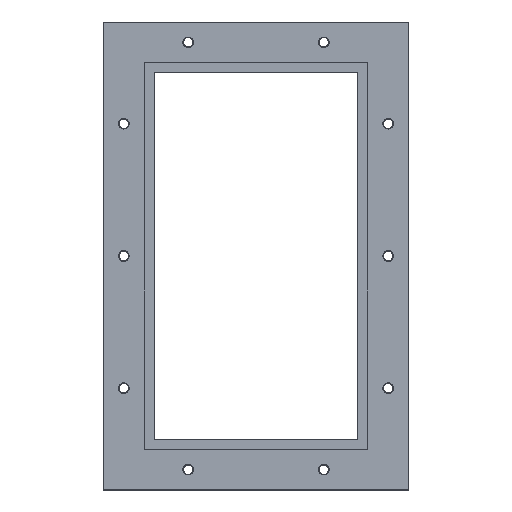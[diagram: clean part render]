
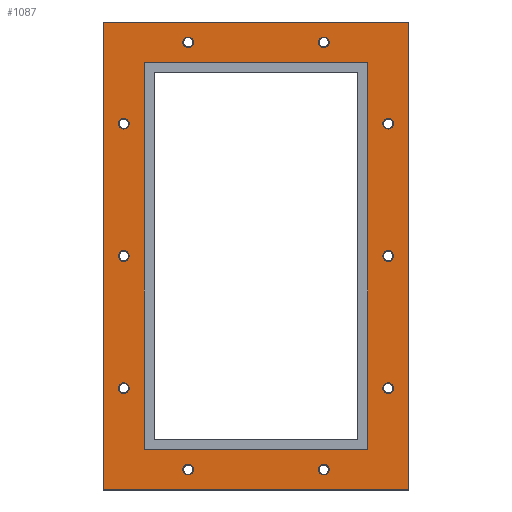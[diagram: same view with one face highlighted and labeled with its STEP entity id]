
A CAD part, top view. The second image highlights one B-rep face of the part: STEP entity #1087.
In plain terms, the highlighted planar face has unit normal (0, 0, 1).
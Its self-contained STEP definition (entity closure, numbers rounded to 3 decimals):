
#54=FACE_BOUND('',#209,.T.);
#55=FACE_BOUND('',#210,.T.);
#56=FACE_BOUND('',#211,.T.);
#57=FACE_BOUND('',#212,.T.);
#58=FACE_BOUND('',#213,.T.);
#59=FACE_BOUND('',#214,.T.);
#60=FACE_BOUND('',#215,.T.);
#61=FACE_BOUND('',#216,.T.);
#62=FACE_BOUND('',#217,.T.);
#63=FACE_BOUND('',#218,.T.);
#64=FACE_BOUND('',#219,.T.);
#101=PLANE('',#1182);
#141=FACE_OUTER_BOUND('',#208,.T.);
#208=EDGE_LOOP('',(#869,#870,#871,#872));
#209=EDGE_LOOP('',(#873));
#210=EDGE_LOOP('',(#874));
#211=EDGE_LOOP('',(#875));
#212=EDGE_LOOP('',(#876));
#213=EDGE_LOOP('',(#877));
#214=EDGE_LOOP('',(#878));
#215=EDGE_LOOP('',(#879));
#216=EDGE_LOOP('',(#880));
#217=EDGE_LOOP('',(#881));
#218=EDGE_LOOP('',(#882));
#219=EDGE_LOOP('',(#883,#884,#885,#886));
#292=LINE('',#1629,#388);
#294=LINE('',#1635,#390);
#305=LINE('',#1656,#401);
#307=LINE('',#1661,#403);
#324=LINE('',#1691,#420);
#325=LINE('',#1693,#421);
#326=LINE('',#1695,#422);
#327=LINE('',#1696,#423);
#388=VECTOR('',#1329,10.);
#390=VECTOR('',#1333,10.);
#401=VECTOR('',#1350,10.);
#403=VECTOR('',#1354,10.);
#420=VECTOR('',#1383,10.);
#421=VECTOR('',#1386,10.);
#422=VECTOR('',#1387,10.);
#423=VECTOR('',#1388,10.);
#463=CIRCLE('',#1139,3.15);
#465=CIRCLE('',#1142,3.15);
#467=CIRCLE('',#1145,3.15);
#469=CIRCLE('',#1148,3.15);
#471=CIRCLE('',#1151,3.15);
#473=CIRCLE('',#1154,3.15);
#475=CIRCLE('',#1157,3.15);
#477=CIRCLE('',#1160,3.15);
#479=CIRCLE('',#1163,3.15);
#481=CIRCLE('',#1166,3.15);
#511=VERTEX_POINT('',#1544);
#513=VERTEX_POINT('',#1550);
#515=VERTEX_POINT('',#1556);
#517=VERTEX_POINT('',#1562);
#519=VERTEX_POINT('',#1568);
#521=VERTEX_POINT('',#1574);
#523=VERTEX_POINT('',#1580);
#525=VERTEX_POINT('',#1586);
#527=VERTEX_POINT('',#1592);
#529=VERTEX_POINT('',#1598);
#539=VERTEX_POINT('',#1622);
#542=VERTEX_POINT('',#1627);
#544=VERTEX_POINT('',#1632);
#545=VERTEX_POINT('',#1634);
#551=VERTEX_POINT('',#1652);
#554=VERTEX_POINT('',#1659);
#561=VERTEX_POINT('',#1689);
#562=VERTEX_POINT('',#1694);
#607=EDGE_CURVE('',#511,#511,#463,.T.);
#610=EDGE_CURVE('',#513,#513,#465,.T.);
#613=EDGE_CURVE('',#515,#515,#467,.T.);
#616=EDGE_CURVE('',#517,#517,#469,.T.);
#619=EDGE_CURVE('',#519,#519,#471,.T.);
#622=EDGE_CURVE('',#521,#521,#473,.T.);
#625=EDGE_CURVE('',#523,#523,#475,.T.);
#628=EDGE_CURVE('',#525,#525,#477,.T.);
#631=EDGE_CURVE('',#527,#527,#479,.T.);
#634=EDGE_CURVE('',#529,#529,#481,.T.);
#648=EDGE_CURVE('',#539,#542,#292,.T.);
#650=EDGE_CURVE('',#544,#545,#294,.T.);
#661=EDGE_CURVE('',#551,#539,#305,.T.);
#663=EDGE_CURVE('',#554,#544,#307,.T.);
#680=EDGE_CURVE('',#561,#551,#324,.T.);
#681=EDGE_CURVE('',#561,#542,#325,.T.);
#682=EDGE_CURVE('',#545,#562,#326,.T.);
#683=EDGE_CURVE('',#562,#554,#327,.T.);
#869=ORIENTED_EDGE('',*,*,#680,.T.);
#870=ORIENTED_EDGE('',*,*,#661,.T.);
#871=ORIENTED_EDGE('',*,*,#648,.T.);
#872=ORIENTED_EDGE('',*,*,#681,.F.);
#873=ORIENTED_EDGE('',*,*,#607,.T.);
#874=ORIENTED_EDGE('',*,*,#610,.T.);
#875=ORIENTED_EDGE('',*,*,#613,.T.);
#876=ORIENTED_EDGE('',*,*,#616,.T.);
#877=ORIENTED_EDGE('',*,*,#619,.T.);
#878=ORIENTED_EDGE('',*,*,#622,.T.);
#879=ORIENTED_EDGE('',*,*,#625,.T.);
#880=ORIENTED_EDGE('',*,*,#628,.T.);
#881=ORIENTED_EDGE('',*,*,#631,.T.);
#882=ORIENTED_EDGE('',*,*,#634,.T.);
#883=ORIENTED_EDGE('',*,*,#682,.F.);
#884=ORIENTED_EDGE('',*,*,#650,.F.);
#885=ORIENTED_EDGE('',*,*,#663,.F.);
#886=ORIENTED_EDGE('',*,*,#683,.F.);
#1087=ADVANCED_FACE('',(#141,#54,#55,#56,#57,#58,#59,#60,#61,#62,#63,#64),
#101,.T.);
#1139=AXIS2_PLACEMENT_3D('',#1545,#1244,#1245);
#1142=AXIS2_PLACEMENT_3D('',#1551,#1251,#1252);
#1145=AXIS2_PLACEMENT_3D('',#1557,#1258,#1259);
#1148=AXIS2_PLACEMENT_3D('',#1563,#1265,#1266);
#1151=AXIS2_PLACEMENT_3D('',#1569,#1272,#1273);
#1154=AXIS2_PLACEMENT_3D('',#1575,#1279,#1280);
#1157=AXIS2_PLACEMENT_3D('',#1581,#1286,#1287);
#1160=AXIS2_PLACEMENT_3D('',#1587,#1293,#1294);
#1163=AXIS2_PLACEMENT_3D('',#1593,#1300,#1301);
#1166=AXIS2_PLACEMENT_3D('',#1599,#1307,#1308);
#1182=AXIS2_PLACEMENT_3D('',#1692,#1384,#1385);
#1244=DIRECTION('center_axis',(0.,0.,-1.));
#1245=DIRECTION('ref_axis',(-1.,0.,0.));
#1251=DIRECTION('center_axis',(0.,0.,-1.));
#1252=DIRECTION('ref_axis',(-1.,0.,0.));
#1258=DIRECTION('center_axis',(0.,0.,-1.));
#1259=DIRECTION('ref_axis',(-1.,0.,0.));
#1265=DIRECTION('center_axis',(0.,0.,-1.));
#1266=DIRECTION('ref_axis',(1.,0.,0.));
#1272=DIRECTION('center_axis',(0.,0.,-1.));
#1273=DIRECTION('ref_axis',(1.,0.,0.));
#1279=DIRECTION('center_axis',(0.,0.,-1.));
#1280=DIRECTION('ref_axis',(1.,0.,0.));
#1286=DIRECTION('center_axis',(0.,0.,-1.));
#1287=DIRECTION('ref_axis',(1.,0.,0.));
#1293=DIRECTION('center_axis',(0.,0.,-1.));
#1294=DIRECTION('ref_axis',(1.,0.,0.));
#1300=DIRECTION('center_axis',(0.,0.,-1.));
#1301=DIRECTION('ref_axis',(1.,0.,0.));
#1307=DIRECTION('center_axis',(0.,0.,-1.));
#1308=DIRECTION('ref_axis',(1.,0.,0.));
#1329=DIRECTION('',(-1.,0.,0.));
#1333=DIRECTION('',(-1.,0.,0.));
#1350=DIRECTION('',(0.,1.,0.));
#1354=DIRECTION('',(0.,1.,0.));
#1383=DIRECTION('',(1.,0.,0.));
#1384=DIRECTION('center_axis',(0.,0.,1.));
#1385=DIRECTION('ref_axis',(-0.707,-0.707,0.));
#1386=DIRECTION('',(0.,1.,0.));
#1387=DIRECTION('',(0.,-1.,0.));
#1388=DIRECTION('',(1.,0.,0.));
#1544=CARTESIAN_POINT('',(81.15,78.,3.));
#1545=CARTESIAN_POINT('Origin',(78.,78.,3.));
#1550=CARTESIAN_POINT('',(81.15,0.,3.));
#1551=CARTESIAN_POINT('Origin',(78.,0.,3.));
#1556=CARTESIAN_POINT('',(81.15,-78.,3.));
#1557=CARTESIAN_POINT('Origin',(78.,-78.,3.));
#1562=CARTESIAN_POINT('',(-81.15,78.,3.));
#1563=CARTESIAN_POINT('Origin',(-78.,78.,3.));
#1568=CARTESIAN_POINT('',(-81.15,0.,3.));
#1569=CARTESIAN_POINT('Origin',(-78.,0.,3.));
#1574=CARTESIAN_POINT('',(-81.15,-78.,3.));
#1575=CARTESIAN_POINT('Origin',(-78.,-78.,3.));
#1580=CARTESIAN_POINT('',(36.85,126.,3.));
#1581=CARTESIAN_POINT('Origin',(40.,126.,3.));
#1586=CARTESIAN_POINT('',(36.85,-126.,3.));
#1587=CARTESIAN_POINT('Origin',(40.,-126.,3.));
#1592=CARTESIAN_POINT('',(-43.15,126.,3.));
#1593=CARTESIAN_POINT('Origin',(-40.,126.,3.));
#1598=CARTESIAN_POINT('',(-43.15,-126.,3.));
#1599=CARTESIAN_POINT('Origin',(-40.,-126.,3.));
#1622=CARTESIAN_POINT('',(90.,138.,3.));
#1627=CARTESIAN_POINT('',(-90.,138.,3.));
#1629=CARTESIAN_POINT('',(90.,138.,3.));
#1632=CARTESIAN_POINT('',(66.,114.,3.));
#1634=CARTESIAN_POINT('',(-66.,114.,3.));
#1635=CARTESIAN_POINT('',(66.,114.,3.));
#1652=CARTESIAN_POINT('',(90.,-138.,3.));
#1656=CARTESIAN_POINT('',(90.,-138.,3.));
#1659=CARTESIAN_POINT('',(66.,-114.,3.));
#1661=CARTESIAN_POINT('',(66.,-114.,3.));
#1689=CARTESIAN_POINT('',(-90.,-138.,3.));
#1691=CARTESIAN_POINT('',(-90.,-138.,3.));
#1692=CARTESIAN_POINT('Origin',(-66.,-114.,3.));
#1693=CARTESIAN_POINT('',(-90.,108.,3.));
#1694=CARTESIAN_POINT('',(-66.,-114.,3.));
#1695=CARTESIAN_POINT('',(-66.,108.,3.));
#1696=CARTESIAN_POINT('',(-66.,-114.,3.));
